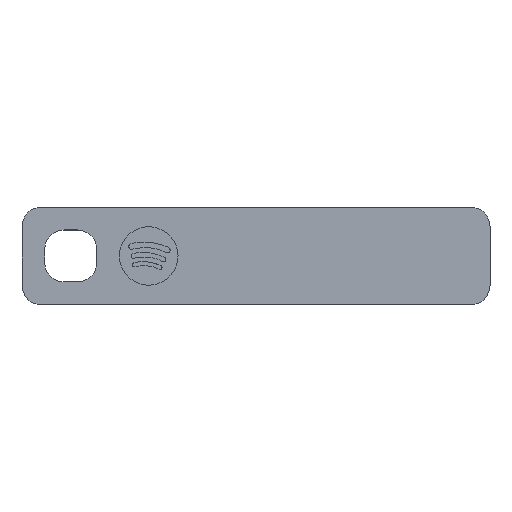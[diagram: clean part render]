
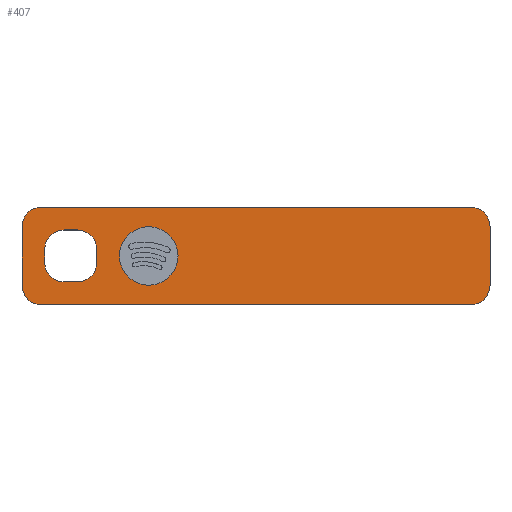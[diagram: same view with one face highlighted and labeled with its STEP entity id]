
A CAD part, top view. The second image highlights one B-rep face of the part: STEP entity #407.
In plain terms, the highlighted planar face has unit normal (0, 0, 1).
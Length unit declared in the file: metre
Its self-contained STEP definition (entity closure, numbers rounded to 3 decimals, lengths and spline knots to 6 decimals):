
#31=LINE('',#614,#63);
#32=LINE('',#619,#64);
#33=LINE('',#623,#65);
#34=LINE('',#627,#66);
#35=LINE('',#630,#67);
#36=LINE('',#635,#68);
#37=LINE('',#639,#69);
#38=LINE('',#643,#70);
#63=VECTOR('',#500,1.);
#64=VECTOR('',#503,1.);
#65=VECTOR('',#506,1.);
#66=VECTOR('',#509,1.);
#67=VECTOR('',#512,1.);
#68=VECTOR('',#515,1.);
#69=VECTOR('',#518,1.);
#70=VECTOR('',#521,1.);
#95=ORIENTED_EDGE('',*,*,#207,.F.);
#96=ORIENTED_EDGE('',*,*,#208,.F.);
#97=ORIENTED_EDGE('',*,*,#209,.T.);
#98=ORIENTED_EDGE('',*,*,#210,.T.);
#99=ORIENTED_EDGE('',*,*,#211,.T.);
#100=ORIENTED_EDGE('',*,*,#212,.T.);
#101=ORIENTED_EDGE('',*,*,#213,.T.);
#102=ORIENTED_EDGE('',*,*,#214,.T.);
#103=ORIENTED_EDGE('',*,*,#215,.T.);
#104=ORIENTED_EDGE('',*,*,#216,.F.);
#105=ORIENTED_EDGE('',*,*,#217,.T.);
#106=ORIENTED_EDGE('',*,*,#218,.T.);
#107=ORIENTED_EDGE('',*,*,#219,.T.);
#108=ORIENTED_EDGE('',*,*,#220,.T.);
#109=ORIENTED_EDGE('',*,*,#221,.T.);
#110=ORIENTED_EDGE('',*,*,#222,.F.);
#111=ORIENTED_EDGE('',*,*,#223,.T.);
#207=EDGE_CURVE('',#263,#263,#303,.T.);
#208=EDGE_CURVE('',#264,#265,#31,.T.);
#209=EDGE_CURVE('',#264,#266,#304,.T.);
#210=EDGE_CURVE('',#266,#267,#32,.T.);
#211=EDGE_CURVE('',#267,#268,#305,.T.);
#212=EDGE_CURVE('',#268,#269,#33,.T.);
#213=EDGE_CURVE('',#269,#270,#306,.T.);
#214=EDGE_CURVE('',#270,#271,#34,.T.);
#215=EDGE_CURVE('',#271,#265,#307,.T.);
#216=EDGE_CURVE('',#272,#273,#35,.T.);
#217=EDGE_CURVE('',#272,#274,#308,.F.);
#218=EDGE_CURVE('',#274,#275,#36,.T.);
#219=EDGE_CURVE('',#275,#276,#309,.F.);
#220=EDGE_CURVE('',#276,#277,#37,.T.);
#221=EDGE_CURVE('',#277,#278,#310,.F.);
#222=EDGE_CURVE('',#279,#278,#38,.T.);
#223=EDGE_CURVE('',#279,#273,#311,.F.);
#263=VERTEX_POINT('',#613);
#264=VERTEX_POINT('',#615);
#265=VERTEX_POINT('',#616);
#266=VERTEX_POINT('',#618);
#267=VERTEX_POINT('',#620);
#268=VERTEX_POINT('',#622);
#269=VERTEX_POINT('',#624);
#270=VERTEX_POINT('',#626);
#271=VERTEX_POINT('',#628);
#272=VERTEX_POINT('',#631);
#273=VERTEX_POINT('',#632);
#274=VERTEX_POINT('',#634);
#275=VERTEX_POINT('',#636);
#276=VERTEX_POINT('',#638);
#277=VERTEX_POINT('',#640);
#278=VERTEX_POINT('',#642);
#279=VERTEX_POINT('',#644);
#303=CIRCLE('',#454,0.0045);
#304=CIRCLE('',#455,0.003);
#305=CIRCLE('',#456,0.003);
#306=CIRCLE('',#457,0.003);
#307=CIRCLE('',#458,0.003);
#308=CIRCLE('',#459,0.003);
#309=CIRCLE('',#460,0.003);
#310=CIRCLE('',#461,0.003);
#311=CIRCLE('',#462,0.003);
#321=EDGE_LOOP('',(#95));
#322=EDGE_LOOP('',(#96,#97,#98,#99,#100,#101,#102,#103));
#323=EDGE_LOOP('',(#104,#105,#106,#107,#108,#109,#110,#111));
#357=FACE_BOUND('',#321,.T.);
#358=FACE_BOUND('',#322,.T.);
#359=FACE_BOUND('',#323,.T.);
#393=PLANE('',#453);
#407=ADVANCED_FACE('',(#357,#358,#359),#393,.T.);
#453=AXIS2_PLACEMENT_3D('',#611,#496,#497);
#454=AXIS2_PLACEMENT_3D('',#612,#498,#499);
#455=AXIS2_PLACEMENT_3D('',#617,#501,#502);
#456=AXIS2_PLACEMENT_3D('',#621,#504,#505);
#457=AXIS2_PLACEMENT_3D('',#625,#507,#508);
#458=AXIS2_PLACEMENT_3D('',#629,#510,#511);
#459=AXIS2_PLACEMENT_3D('',#633,#513,#514);
#460=AXIS2_PLACEMENT_3D('',#637,#516,#517);
#461=AXIS2_PLACEMENT_3D('',#641,#519,#520);
#462=AXIS2_PLACEMENT_3D('',#645,#522,#523);
#496=DIRECTION('',(0.,0.,1.));
#497=DIRECTION('',(1.,0.,0.));
#498=DIRECTION('',(0.,0.,1.));
#499=DIRECTION('',(1.,0.,0.));
#500=DIRECTION('',(1.,0.,0.));
#501=DIRECTION('',(0.,0.,1.));
#502=DIRECTION('',(1.,0.,0.));
#503=DIRECTION('',(0.,-1.,0.));
#504=DIRECTION('',(0.,0.,1.));
#505=DIRECTION('',(1.,0.,0.));
#506=DIRECTION('',(1.,0.,0.));
#507=DIRECTION('',(0.,0.,1.));
#508=DIRECTION('',(1.,0.,0.));
#509=DIRECTION('',(0.,1.,0.));
#510=DIRECTION('',(0.,0.,1.));
#511=DIRECTION('',(1.,0.,0.));
#512=DIRECTION('',(0.,-1.,0.));
#513=DIRECTION('',(0.,0.,1.));
#514=DIRECTION('',(1.,0.,0.));
#515=DIRECTION('',(1.,0.,0.));
#516=DIRECTION('',(0.,0.,1.));
#517=DIRECTION('',(1.,0.,0.));
#518=DIRECTION('',(0.,-1.,0.));
#519=DIRECTION('',(0.,0.,1.));
#520=DIRECTION('',(1.,0.,0.));
#521=DIRECTION('',(1.,0.,0.));
#522=DIRECTION('',(0.,0.,1.));
#523=DIRECTION('',(1.,0.,0.));
#611=CARTESIAN_POINT('',(0.03,0.0075,0.003));
#612=CARTESIAN_POINT('',(0.0075,0.0075,0.003));
#613=CARTESIAN_POINT('',(0.012,0.0075,0.003));
#614=CARTESIAN_POINT('',(0.03,0.015,0.003));
#615=CARTESIAN_POINT('',(-0.009,0.015,0.003));
#616=CARTESIAN_POINT('',(0.057,0.015,0.003));
#617=CARTESIAN_POINT('',(-0.009,0.012,0.003));
#618=CARTESIAN_POINT('',(-0.012,0.012,0.003));
#619=CARTESIAN_POINT('',(-0.012,0.0075,0.003));
#620=CARTESIAN_POINT('',(-0.012,0.003,0.003));
#621=CARTESIAN_POINT('',(-0.009,0.003,0.003));
#622=CARTESIAN_POINT('',(-0.009,0.,0.003));
#623=CARTESIAN_POINT('',(0.03,0.,0.003));
#624=CARTESIAN_POINT('',(0.057,0.,0.003));
#625=CARTESIAN_POINT('',(0.057,0.003,0.003));
#626=CARTESIAN_POINT('',(0.06,0.003,0.003));
#627=CARTESIAN_POINT('',(0.06,0.0075,0.003));
#628=CARTESIAN_POINT('',(0.06,0.012,0.003));
#629=CARTESIAN_POINT('',(0.057,0.012,0.003));
#630=CARTESIAN_POINT('',(-0.0085,0.0075,0.003));
#631=CARTESIAN_POINT('',(-0.0085,0.0085,0.003));
#632=CARTESIAN_POINT('',(-0.0085,0.0065,0.003));
#633=CARTESIAN_POINT('',(-0.0055,0.0085,0.003));
#634=CARTESIAN_POINT('',(-0.0055,0.0115,0.003));
#635=CARTESIAN_POINT('',(-0.0045,0.0115,0.003));
#636=CARTESIAN_POINT('',(-0.0035,0.0115,0.003));
#637=CARTESIAN_POINT('',(-0.0035,0.0085,0.003));
#638=CARTESIAN_POINT('',(-0.0005,0.0085,0.003));
#639=CARTESIAN_POINT('',(-0.0005,0.0075,0.003));
#640=CARTESIAN_POINT('',(-0.0005,0.0065,0.003));
#641=CARTESIAN_POINT('',(-0.0035,0.0065,0.003));
#642=CARTESIAN_POINT('',(-0.0035,0.0035,0.003));
#643=CARTESIAN_POINT('',(-0.0045,0.0035,0.003));
#644=CARTESIAN_POINT('',(-0.0055,0.0035,0.003));
#645=CARTESIAN_POINT('',(-0.0055,0.0065,0.003));
